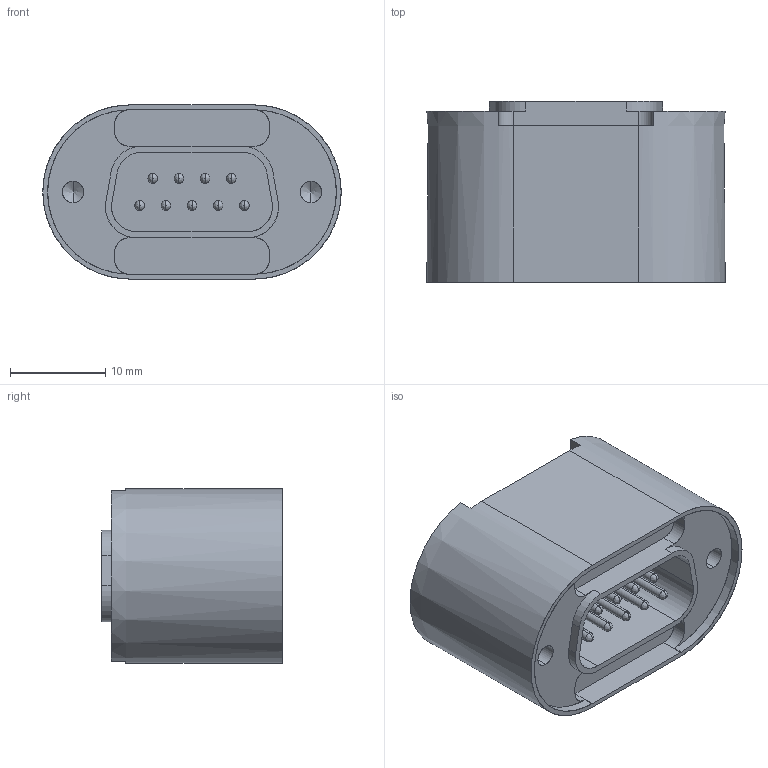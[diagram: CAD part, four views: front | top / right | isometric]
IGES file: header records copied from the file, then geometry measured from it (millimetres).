
Start section: SolidWorks IGES file using analytic representation for surfaces
Global section: file name: 16800-01-W.IGS; native system: SolidWorks 2008; preprocessor: SolidWorks 2008; author: Juan Medina; date: 080218.132944; units: inch
Bounding box: 31.34 x 19 x 18.29 mm (x, y, z)
Surface area: 4105 mm2 (no closed solid volume)
Topology: 0 solids, 0 shells, 179 faces, 1832 edges, 1824 vertices
Faces by surface type: bspline 95, revolution 84
